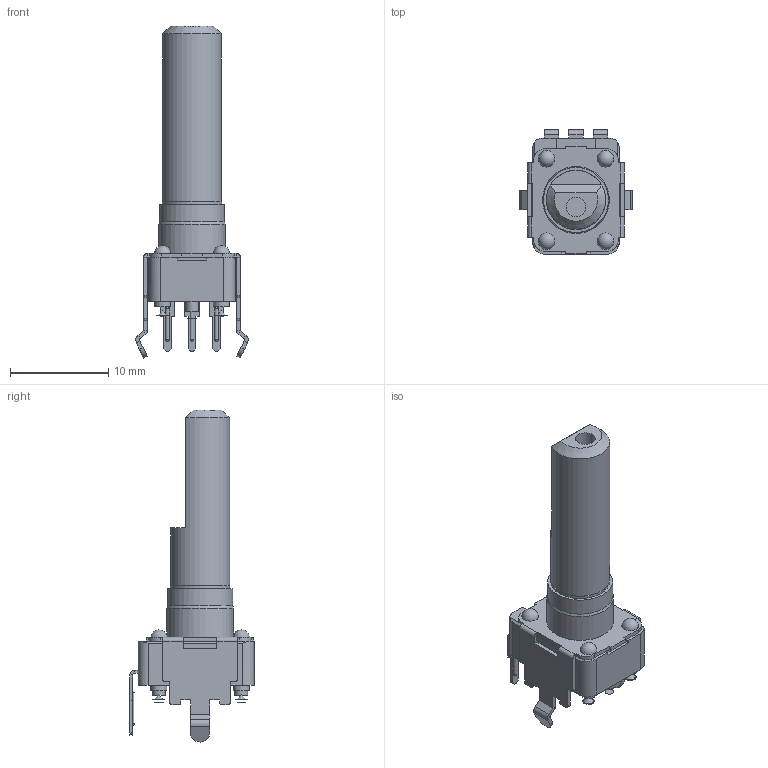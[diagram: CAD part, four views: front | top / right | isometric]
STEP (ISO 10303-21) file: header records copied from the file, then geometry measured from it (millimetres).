
FILE_DESCRIPTION(/* description */ (''),/* implementation_level */ '2;1');
FILE_NAME(/* name */ 'RK09D1170-F30.step',/* time_stamp */ '2021-08-20T00:59:21-04:00',/* author */ (''),/* organization */ (''),/* preprocessor_version */ 'ST-DEVELOPER v18.1',/* originating_system */ 'Autodesk Translation Framework v10.9.0.1377',/* authorisation */ '');
FILE_SCHEMA (('AUTOMOTIVE_DESIGN { 1 0 10303 214 3 1 1 }'));
Length unit declared in the file: millimetre
Products named in the file (1): (Unsaved)
Bounding box: 11.45 x 12.65 x 33.8 mm (x, y, z)
Volume: 1154.8 mm3; surface area: 1208.6 mm2
Topology: 1 solids, 1 shells, 296 faces, 727 edges, 452 vertices
Faces by surface type: plane 201, cylinder 72, cone 13, sphere 10
Full cylindrical faces by diameter (mm): 1.19 x1, 1.3 x2, 1.6 x2, 1.64 x2, 2 x1, 6 x1, 6.05 x1, 6.61 x1, 6.8 x1
Entity records: 8935 total; most frequent: DIRECTION 1500, CARTESIAN_POINT 1476, ORIENTED_EDGE 1446, EDGE_CURVE 723, LINE 536, VECTOR 536, AXIS2_PLACEMENT_3D 482, VERTEX_POINT 452
